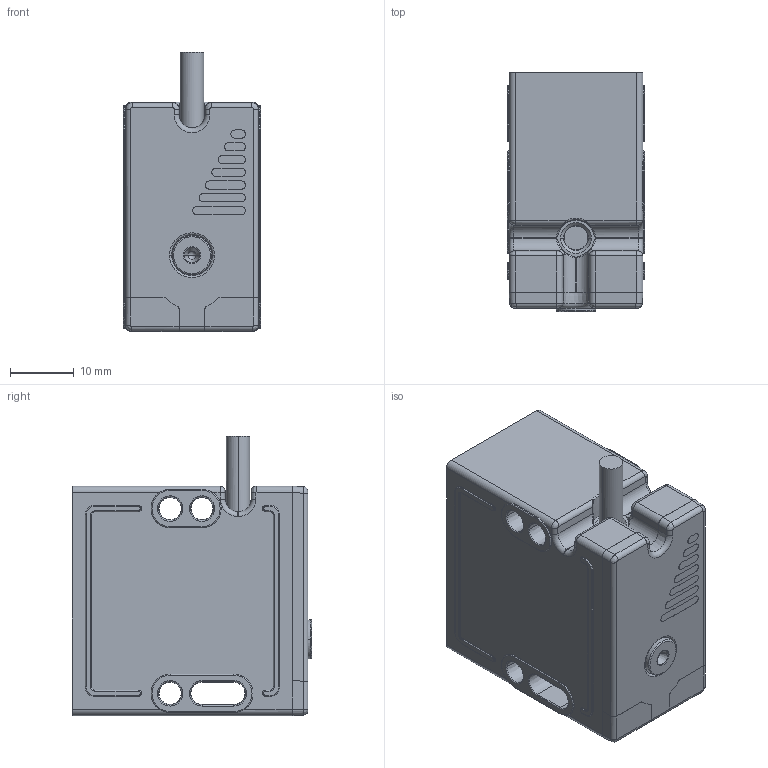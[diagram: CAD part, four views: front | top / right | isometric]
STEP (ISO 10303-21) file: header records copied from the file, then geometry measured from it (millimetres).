
FILE_DESCRIPTION((''),'2;1');
FILE_NAME('244066_SM01_ASM','2024-11-06T14:54:39',('banengservice'),('BANNER ENGINEERING'),'CREO PARAMETRIC BY PTC INC, 2022414','CREO PARAMETRIC BY PTC INC, 2022414','');
FILE_SCHEMA(('CONFIG_CONTROL_DESIGN'));
Length unit declared in the file: millimetre
Products named in the file (2): 244066_EP01; 244066_SM01_ASM
Assembly tree (1 placements, depth 2):
  244066_SM01_ASM
    244066_EP01
Bounding box: 21.5 x 37.52 x 43.83 mm (x, y, z)
Volume: 25857.2 mm3; surface area: 9388 mm2
Topology: 1 solids, 2 shells, 726 faces, 1843 edges, 1130 vertices
Faces by surface type: plane 216, cylinder 202, cone 125, torus 100, bspline 81, sphere 2
Entity records: 27061 total; most frequent: CARTESIAN_POINT 9984, ORIENTED_EDGE 3682, DIRECTION 3471, EDGE_CURVE 1841, AXIS2_PLACEMENT_3D 1321, VERTEX_POINT 1130, VECTOR 829, LINE 829
